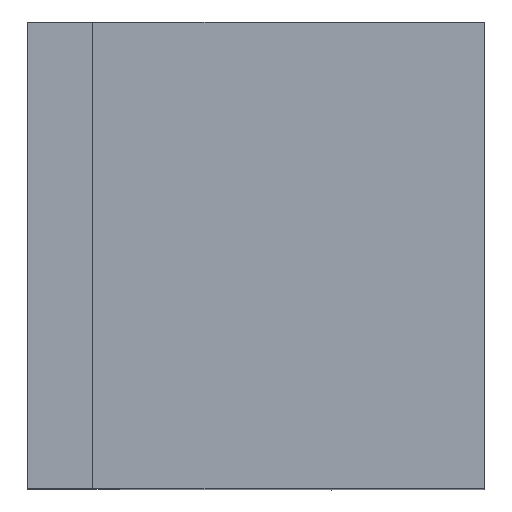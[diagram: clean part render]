
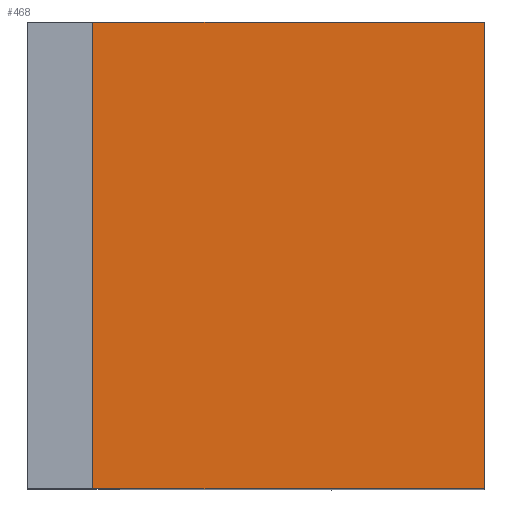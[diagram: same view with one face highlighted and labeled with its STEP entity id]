
A CAD part, top view. The second image highlights one B-rep face of the part: STEP entity #468.
In plain terms, the highlighted planar face has unit normal (0, 0, 1).
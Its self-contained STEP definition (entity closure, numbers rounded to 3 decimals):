
#32 = VERTEX_POINT('',#33);
#33 = CARTESIAN_POINT('',(-281.6,-379.907,
    1070.004));
#39 = EDGE_CURVE('',#40,#32,#42,.T.);
#40 = VERTEX_POINT('',#41);
#41 = CARTESIAN_POINT('',(-281.6,170.093,
    1070.004));
#42 = LINE('',#43,#44);
#43 = CARTESIAN_POINT('',(-281.6,170.093,
    1070.004));
#44 = VECTOR('',#45,1.);
#45 = DIRECTION('',(0.,-1.,0.));
#139 = VERTEX_POINT('',#140);
#140 = CARTESIAN_POINT('',(180.,-379.907,
    1070.004));
#178 = VERTEX_POINT('',#179);
#179 = CARTESIAN_POINT('',(180.,170.093,
    1070.004));
#185 = EDGE_CURVE('',#178,#139,#186,.T.);
#186 = LINE('',#187,#188);
#187 = CARTESIAN_POINT('',(180.,170.093,
    1070.004));
#188 = VECTOR('',#189,1.);
#189 = DIRECTION('',(0.,-1.,0.));
#361 = EDGE_CURVE('',#32,#139,#362,.T.);
#362 = LINE('',#363,#364);
#363 = CARTESIAN_POINT('',(-281.6,-379.907,
    1070.004));
#364 = VECTOR('',#365,1.);
#365 = DIRECTION('',(1.,0.,0.));
#468 = ADVANCED_FACE('',(#469),#480,.F.);
#469 = FACE_BOUND('',#470,.T.);
#470 = EDGE_LOOP('',(#471,#472,#473,#479));
#471 = ORIENTED_EDGE('',*,*,#361,.T.);
#472 = ORIENTED_EDGE('',*,*,#185,.F.);
#473 = ORIENTED_EDGE('',*,*,#474,.F.);
#474 = EDGE_CURVE('',#40,#178,#475,.T.);
#475 = LINE('',#476,#477);
#476 = CARTESIAN_POINT('',(-281.6,170.093,
    1070.004));
#477 = VECTOR('',#478,1.);
#478 = DIRECTION('',(1.,0.,0.));
#479 = ORIENTED_EDGE('',*,*,#39,.T.);
#480 = PLANE('',#481);
#481 = AXIS2_PLACEMENT_3D('',#482,#483,#484);
#482 = CARTESIAN_POINT('',(-281.6,170.093,
    1070.004));
#483 = DIRECTION('',(0.,0.,-1.));
#484 = DIRECTION('',(0.,-1.,0.));
